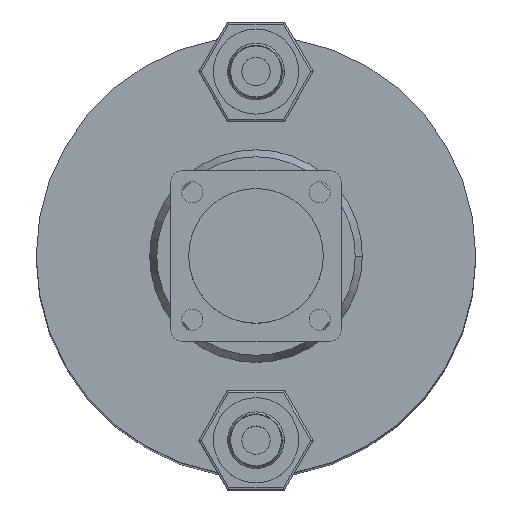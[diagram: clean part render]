
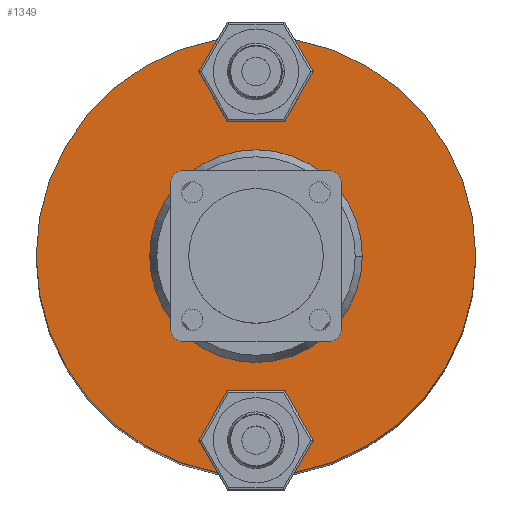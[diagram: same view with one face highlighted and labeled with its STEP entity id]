
A CAD part, top view. The second image highlights one B-rep face of the part: STEP entity #1349.
In plain terms, the highlighted planar face has unit normal (0, 0, 1).
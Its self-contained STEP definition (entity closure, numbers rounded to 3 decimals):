
#124 = CARTESIAN_POINT ( 'NONE',  ( -15., 0., 26. ) ) ;
#146 = VERTEX_POINT ( 'NONE', #937 ) ;
#173 = DIRECTION ( 'NONE',  ( 0., 0., 1. ) ) ;
#287 = EDGE_CURVE ( 'NONE', #3182, #1070, #1021, .T. ) ;
#290 = CIRCLE ( 'NONE', #787, 31. ) ;
#479 = DIRECTION ( 'NONE',  ( 1., 0., 0. ) ) ;
#656 = DIRECTION ( 'NONE',  ( 0., 0., 1. ) ) ;
#787 = AXIS2_PLACEMENT_3D ( 'NONE', #3298, #173, #3019 ) ;
#937 = CARTESIAN_POINT ( 'NONE',  ( -31., 0., 26. ) ) ;
#1021 = CIRCLE ( 'NONE', #1946, 15. ) ;
#1026 = VERTEX_POINT ( 'NONE', #1415 ) ;
#1070 = VERTEX_POINT ( 'NONE', #2419 ) ;
#1349 = ADVANCED_FACE ( 'NONE', ( #2775, #2208 ), #2547, .T. ) ;
#1376 = ORIENTED_EDGE ( 'NONE', *, *, #2372, .T. ) ;
#1408 = DIRECTION ( 'NONE',  ( 1., 0., 0. ) ) ;
#1415 = CARTESIAN_POINT ( 'NONE',  ( 31., 0., 26. ) ) ;
#1577 = CARTESIAN_POINT ( 'NONE',  ( 0., 0., 26. ) ) ;
#1587 = DIRECTION ( 'NONE',  ( 0., 0., 1. ) ) ;
#1646 = CARTESIAN_POINT ( 'NONE',  ( 0., 0., 26. ) ) ;
#1722 = CIRCLE ( 'NONE', #2962, 31. ) ;
#1755 = DIRECTION ( 'NONE',  ( 1., 0., 0. ) ) ;
#1771 = AXIS2_PLACEMENT_3D ( 'NONE', #1577, #1587, #1408 ) ;
#1811 = DIRECTION ( 'NONE',  ( 0., 0., 1. ) ) ;
#1946 = AXIS2_PLACEMENT_3D ( 'NONE', #2785, #2505, #1755 ) ;
#2140 = AXIS2_PLACEMENT_3D ( 'NONE', #3341, #1811, #479 ) ;
#2193 = CIRCLE ( 'NONE', #1771, 15. ) ;
#2208 = FACE_OUTER_BOUND ( 'NONE', #2216, .T. ) ;
#2216 = EDGE_LOOP ( 'NONE', ( #1376, #2664 ) ) ;
#2280 = ORIENTED_EDGE ( 'NONE', *, *, #3130, .F. ) ;
#2372 = EDGE_CURVE ( 'NONE', #146, #1026, #1722, .T. ) ;
#2402 = DIRECTION ( 'NONE',  ( 1., 0., 0. ) ) ;
#2419 = CARTESIAN_POINT ( 'NONE',  ( 15., 0., 26. ) ) ;
#2505 = DIRECTION ( 'NONE',  ( 0., 0., 1. ) ) ;
#2547 = PLANE ( 'NONE',  #2140 ) ;
#2664 = ORIENTED_EDGE ( 'NONE', *, *, #3241, .T. ) ;
#2775 = FACE_BOUND ( 'NONE', #2790, .T. ) ;
#2785 = CARTESIAN_POINT ( 'NONE',  ( 0., 0., 26. ) ) ;
#2790 = EDGE_LOOP ( 'NONE', ( #3247, #2280 ) ) ;
#2962 = AXIS2_PLACEMENT_3D ( 'NONE', #1646, #656, #2402 ) ;
#3019 = DIRECTION ( 'NONE',  ( 1., 0., 0. ) ) ;
#3130 = EDGE_CURVE ( 'NONE', #1070, #3182, #2193, .T. ) ;
#3182 = VERTEX_POINT ( 'NONE', #124 ) ;
#3241 = EDGE_CURVE ( 'NONE', #1026, #146, #290, .T. ) ;
#3247 = ORIENTED_EDGE ( 'NONE', *, *, #287, .F. ) ;
#3298 = CARTESIAN_POINT ( 'NONE',  ( 0., 0., 26. ) ) ;
#3341 = CARTESIAN_POINT ( 'NONE',  ( 0., 0., 26. ) ) ;
